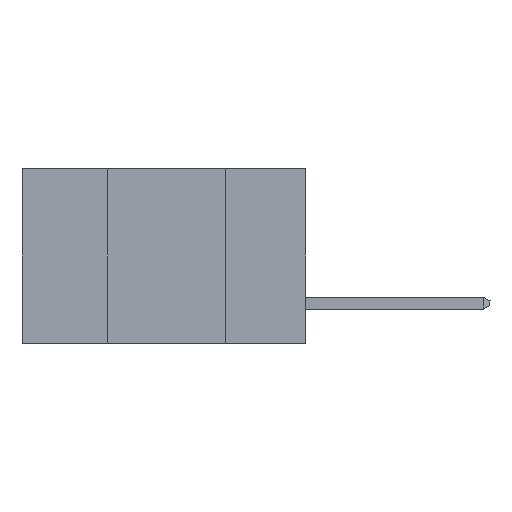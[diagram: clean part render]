
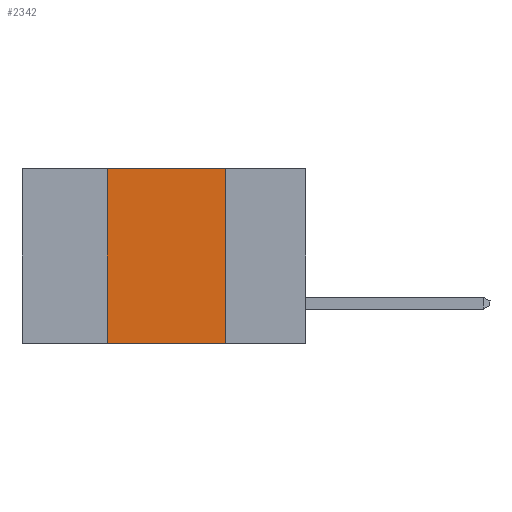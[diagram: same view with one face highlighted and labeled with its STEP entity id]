
A CAD part, left-side view. The second image highlights one B-rep face of the part: STEP entity #2342.
In plain terms, the highlighted planar face has unit normal (-1, 0, 0).
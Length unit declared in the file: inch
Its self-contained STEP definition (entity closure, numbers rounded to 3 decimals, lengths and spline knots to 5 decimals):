
#347 = CARTESIAN_POINT ( 'NONE',  ( 0., 0.17, 0. ) ) ;
#650 = DIRECTION ( 'NONE',  ( 0., 0., 1. ) ) ;
#1216 = CARTESIAN_POINT ( 'NONE',  ( 0., 0.6, -0.37 ) ) ;
#1416 = VERTEX_POINT ( 'NONE', #347 ) ;
#2120 = VECTOR ( 'NONE', #9871, 39.37008 ) ;
#2321 = ORIENTED_EDGE ( 'NONE', *, *, #9270, .F. ) ;
#2342 = ADVANCED_FACE ( 'NONE', ( #8642 ), #2790, .F. ) ;
#2415 = EDGE_LOOP ( 'NONE', ( #2982, #2321, #5306, #3976 ) ) ;
#2790 = PLANE ( 'NONE',  #9674 ) ;
#2915 = EDGE_CURVE ( 'NONE', #5981, #3676, #7597, .T. ) ;
#2982 = ORIENTED_EDGE ( 'NONE', *, *, #11943, .F. ) ;
#3585 = LINE ( 'NONE', #4366, #7875 ) ;
#3676 = VERTEX_POINT ( 'NONE', #4847 ) ;
#3917 = LINE ( 'NONE', #5971, #2120 ) ;
#3976 = ORIENTED_EDGE ( 'NONE', *, *, #2915, .T. ) ;
#4196 = DIRECTION ( 'NONE',  ( 0., -1., 0. ) ) ;
#4366 = CARTESIAN_POINT ( 'NONE',  ( 0., 0.42, 0. ) ) ;
#4847 = CARTESIAN_POINT ( 'NONE',  ( 0., 0.17, -0.37 ) ) ;
#4931 = EDGE_CURVE ( 'NONE', #5981, #5889, #3585, .T. ) ;
#5306 = ORIENTED_EDGE ( 'NONE', *, *, #4931, .F. ) ;
#5889 = VERTEX_POINT ( 'NONE', #10656 ) ;
#5971 = CARTESIAN_POINT ( 'NONE',  ( 0., 0.6, 0. ) ) ;
#5981 = VERTEX_POINT ( 'NONE', #12009 ) ;
#6469 = DIRECTION ( 'NONE',  ( 1., 0., 0. ) ) ;
#7597 = LINE ( 'NONE', #1216, #8927 ) ;
#7875 = VECTOR ( 'NONE', #650, 39.37008 ) ;
#8642 = FACE_OUTER_BOUND ( 'NONE', #2415, .T. ) ;
#8927 = VECTOR ( 'NONE', #4196, 39.37008 ) ;
#9142 = DIRECTION ( 'NONE',  ( 0., 0., -1. ) ) ;
#9270 = EDGE_CURVE ( 'NONE', #5889, #1416, #3917, .T. ) ;
#9674 = AXIS2_PLACEMENT_3D ( 'NONE', #11241, #6469, #12147 ) ;
#9725 = VECTOR ( 'NONE', #9142, 39.37008 ) ;
#9871 = DIRECTION ( 'NONE',  ( 0., -1., 0. ) ) ;
#10043 = LINE ( 'NONE', #11021, #9725 ) ;
#10656 = CARTESIAN_POINT ( 'NONE',  ( 0., 0.42, 0. ) ) ;
#11021 = CARTESIAN_POINT ( 'NONE',  ( 0., 0.17, 0. ) ) ;
#11241 = CARTESIAN_POINT ( 'NONE',  ( 0., 0.6, 0. ) ) ;
#11943 = EDGE_CURVE ( 'NONE', #1416, #3676, #10043, .T. ) ;
#12009 = CARTESIAN_POINT ( 'NONE',  ( 0., 0.42, -0.37 ) ) ;
#12147 = DIRECTION ( 'NONE',  ( 0., 0., -1. ) ) ;
